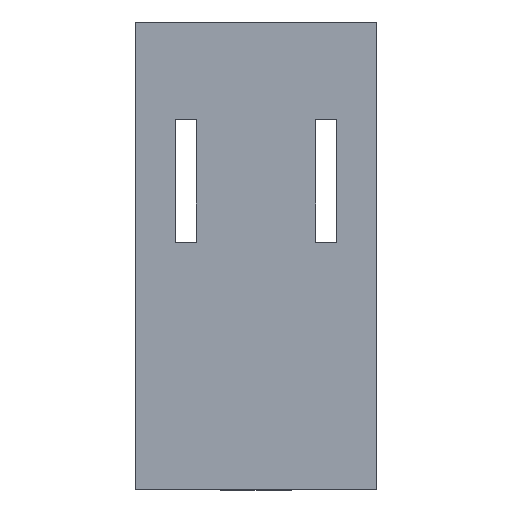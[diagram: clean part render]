
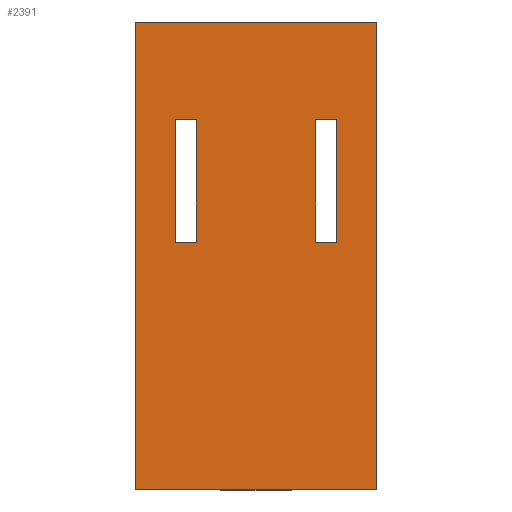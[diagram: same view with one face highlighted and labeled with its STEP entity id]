
A CAD part, top view. The second image highlights one B-rep face of the part: STEP entity #2391.
In plain terms, the highlighted planar face has unit normal (0, 0, 1).
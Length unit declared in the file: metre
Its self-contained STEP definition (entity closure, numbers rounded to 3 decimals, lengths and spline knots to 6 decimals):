
#299=ORIENTED_EDGE('',*,*,#923,.F.);
#300=ORIENTED_EDGE('',*,*,#924,.T.);
#301=ORIENTED_EDGE('',*,*,#842,.T.);
#302=ORIENTED_EDGE('',*,*,#925,.T.);
#303=ORIENTED_EDGE('',*,*,#926,.T.);
#304=ORIENTED_EDGE('',*,*,#927,.T.);
#305=ORIENTED_EDGE('',*,*,#928,.T.);
#306=ORIENTED_EDGE('',*,*,#813,.F.);
#307=ORIENTED_EDGE('',*,*,#909,.F.);
#308=ORIENTED_EDGE('',*,*,#874,.F.);
#309=ORIENTED_EDGE('',*,*,#885,.T.);
#310=ORIENTED_EDGE('',*,*,#929,.T.);
#813=EDGE_CURVE('',#1142,#1143,#1352,.T.);
#842=EDGE_CURVE('',#1165,#1164,#1378,.T.);
#874=EDGE_CURVE('',#1191,#1182,#1408,.T.);
#885=EDGE_CURVE('',#1191,#1199,#1419,.T.);
#909=EDGE_CURVE('',#1182,#1216,#1443,.T.);
#923=EDGE_CURVE('',#1227,#1228,#1457,.T.);
#924=EDGE_CURVE('',#1227,#1165,#1458,.T.);
#925=EDGE_CURVE('',#1164,#1228,#1459,.T.);
#926=EDGE_CURVE('',#1142,#1229,#1460,.T.);
#927=EDGE_CURVE('',#1229,#1230,#1461,.T.);
#928=EDGE_CURVE('',#1230,#1143,#1462,.T.);
#929=EDGE_CURVE('',#1199,#1216,#1463,.T.);
#1142=VERTEX_POINT('',#3503);
#1143=VERTEX_POINT('',#3505);
#1164=VERTEX_POINT('',#3559);
#1165=VERTEX_POINT('',#3561);
#1182=VERTEX_POINT('',#3607);
#1191=VERTEX_POINT('',#3624);
#1199=VERTEX_POINT('',#3646);
#1216=VERTEX_POINT('',#3694);
#1227=VERTEX_POINT('',#3721);
#1228=VERTEX_POINT('',#3722);
#1229=VERTEX_POINT('',#3726);
#1230=VERTEX_POINT('',#3728);
#1352=LINE('',#3504,#1680);
#1378=LINE('',#3560,#1706);
#1408=LINE('',#3625,#1736);
#1419=LINE('',#3647,#1747);
#1443=LINE('',#3693,#1771);
#1457=LINE('',#3720,#1785);
#1458=LINE('',#3723,#1786);
#1459=LINE('',#3724,#1787);
#1460=LINE('',#3725,#1788);
#1461=LINE('',#3727,#1789);
#1462=LINE('',#3729,#1790);
#1463=LINE('',#3730,#1791);
#1680=VECTOR('',#2802,1.);
#1706=VECTOR('',#2844,1.);
#1736=VECTOR('',#2890,1.);
#1747=VECTOR('',#2907,1.);
#1771=VECTOR('',#2943,1.);
#1785=VECTOR('',#2961,1.);
#1786=VECTOR('',#2962,1.);
#1787=VECTOR('',#2963,1.);
#1788=VECTOR('',#2964,1.);
#1789=VECTOR('',#2965,1.);
#1790=VECTOR('',#2966,1.);
#1791=VECTOR('',#2967,1.);
#1958=EDGE_LOOP('',(#299,#300,#301,#302));
#1959=EDGE_LOOP('',(#303,#304,#305,#306));
#1960=EDGE_LOOP('',(#307,#308,#309,#310));
#2112=FACE_BOUND('',#1958,.T.);
#2113=FACE_BOUND('',#1959,.T.);
#2114=FACE_BOUND('',#1960,.T.);
#2258=PLANE('',#2554);
#2391=ADVANCED_FACE('',(#2112,#2113,#2114),#2258,.T.);
#2554=AXIS2_PLACEMENT_3D('',#3719,#2959,#2960);
#2802=DIRECTION('',(-1.,0.,0.));
#2844=DIRECTION('',(1.,0.,0.));
#2890=DIRECTION('',(-1.,0.,0.));
#2907=DIRECTION('',(0.,1.,0.));
#2943=DIRECTION('',(0.,1.,0.));
#2959=DIRECTION('',(0.,0.,1.));
#2960=DIRECTION('',(1.,0.,0.));
#2961=DIRECTION('',(1.,0.,0.));
#2962=DIRECTION('',(0.,1.,0.));
#2963=DIRECTION('',(0.,-1.,0.));
#2964=DIRECTION('',(0.,-1.,0.));
#2965=DIRECTION('',(-1.,0.,0.));
#2966=DIRECTION('',(0.,1.,0.));
#2967=DIRECTION('',(-1.,0.,0.));
#3503=CARTESIAN_POINT('',(0.008283,0.0165,0.0185));
#3504=CARTESIAN_POINT('',(0.0102,0.0165,0.0185));
#3505=CARTESIAN_POINT('',(0.006117,0.0165,0.0185));
#3559=CARTESIAN_POINT('',(-0.006117,0.0165,0.0185));
#3560=CARTESIAN_POINT('',(0.0124,0.0165,0.0185));
#3561=CARTESIAN_POINT('',(-0.008283,0.0165,0.0185));
#3607=CARTESIAN_POINT('',(-0.0124,-0.0215,0.0185));
#3624=CARTESIAN_POINT('',(0.0124,-0.0215,0.0185));
#3625=CARTESIAN_POINT('',(0.0124,-0.0215,0.0185));
#3646=CARTESIAN_POINT('',(0.0124,0.0265,0.0185));
#3647=CARTESIAN_POINT('',(0.0124,-0.0135,0.0185));
#3693=CARTESIAN_POINT('',(-0.0124,-0.0135,0.0185));
#3694=CARTESIAN_POINT('',(-0.0124,0.0265,0.0185));
#3719=CARTESIAN_POINT('',(0.0124,-0.0135,0.0185));
#3720=CARTESIAN_POINT('',(0.0124,0.0039,0.0185));
#3721=CARTESIAN_POINT('',(-0.008283,0.0039,0.0185));
#3722=CARTESIAN_POINT('',(-0.006117,0.0039,0.0185));
#3723=CARTESIAN_POINT('',(-0.008283,-0.0135,0.0185));
#3724=CARTESIAN_POINT('',(-0.006117,-0.0135,0.0185));
#3725=CARTESIAN_POINT('',(0.008283,-0.0135,0.0185));
#3726=CARTESIAN_POINT('',(0.008283,0.0039,0.0185));
#3727=CARTESIAN_POINT('',(0.0102,0.0039,0.0185));
#3728=CARTESIAN_POINT('',(0.006117,0.0039,0.0185));
#3729=CARTESIAN_POINT('',(0.006117,-0.0135,0.0185));
#3730=CARTESIAN_POINT('',(0.0124,0.0265,0.0185));
